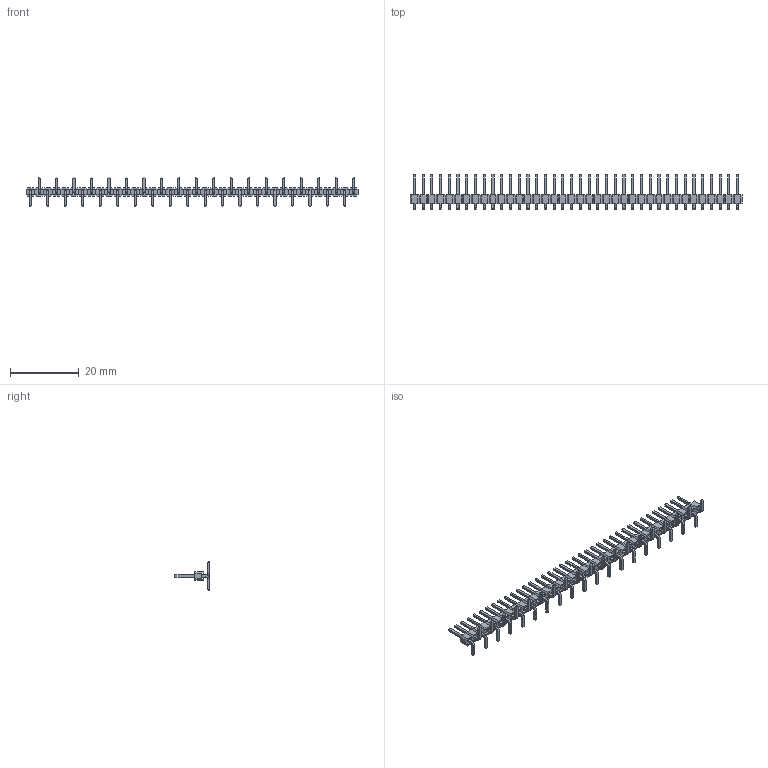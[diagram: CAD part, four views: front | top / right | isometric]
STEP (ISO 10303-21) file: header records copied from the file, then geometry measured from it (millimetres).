
FILE_DESCRIPTION (( 'STEP AP214' ), '1' );
FILE_NAME ('PLS-38SMD.STEP', '2019-07-03T10:34:41', ( '' ), ( '' ), 'SwSTEP 2.0', 'SolidWorks 2018', '' );
FILE_SCHEMA (( 'AUTOMOTIVE_DESIGN' ));
Length unit declared in the file: millimetre
Products named in the file (2): PLS-38SMD; PLS_SMD
Assembly tree (38 placements, depth 2):
  PLS-38SMD
    PLS_SMD  x38
Bounding box: 96.52 x 10.36 x 8.54 mm (x, y, z)
Volume: 684.3 mm3; surface area: 2525.3 mm2
Topology: 38 solids, 38 shells, 1520 faces, 3344 edges, 1976 vertices
Faces by surface type: plane 1444, cylinder 76
Entity records: 1858 total; most frequent: DIRECTION 254, CARTESIAN_POINT 221, ORIENTED_EDGE 176, EDGE_CURVE 88, AXIS2_PLACEMENT_3D 85, VECTOR 84, LINE 84, VERTEX_POINT 52
